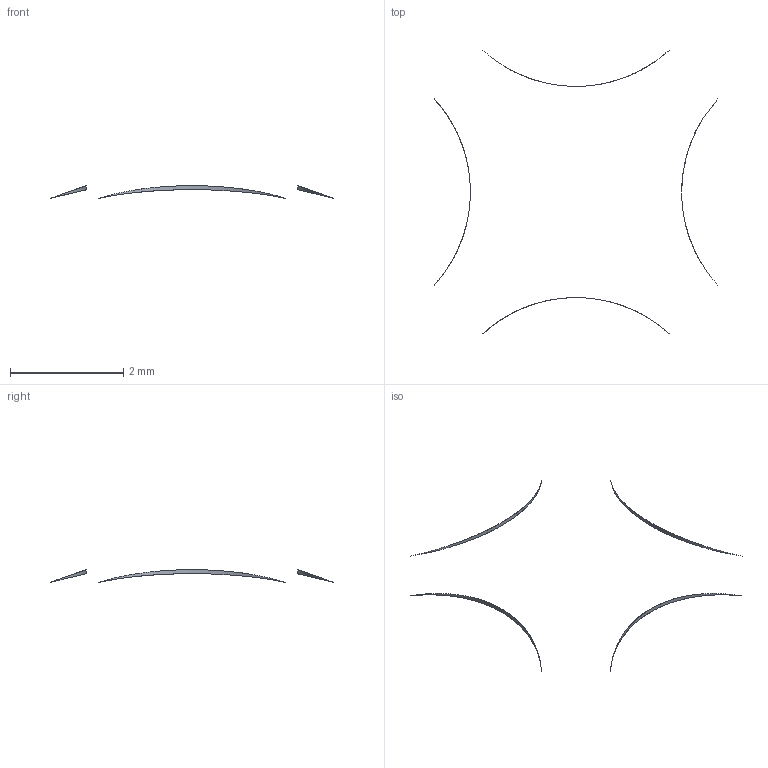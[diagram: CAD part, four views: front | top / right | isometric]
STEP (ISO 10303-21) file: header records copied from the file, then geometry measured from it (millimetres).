
FILE_DESCRIPTION(('FreeCAD Model'),'2;1');
FILE_NAME('Body_sp.step', '2019-10-11T10:15:04',('kicad StepUp'),('ksu MCAD'), 'Open CASCADE STEP processor 7.3','FreeCAD','Unknown');
FILE_SCHEMA(('AUTOMOTIVE_DESIGN { 1 0 10303 214 1 1 1 1 }'));
Length unit declared in the file: millimetre
Products named in the file (1): Body_sp
Bounding box: 5.02 x 5.02 x 0.22 mm (x, y, z)
Volume: 0.8 mm3; surface area: 15.1 mm2
Topology: 1 solids, 1 shells, 6 faces, 16 edges, 12 vertices
Faces by surface type: cylinder 4, revolution 2
Entity records: 553 total; most frequent: CARTESIAN_POINT 373, ORIENTED_EDGE 36, DIRECTION 28, EDGE_CURVE 18, VERTEX_POINT 14, AXIS2_PLACEMENT_3D 13, B_SPLINE_CURVE_WITH_KNOTS 12, CIRCLE 8
